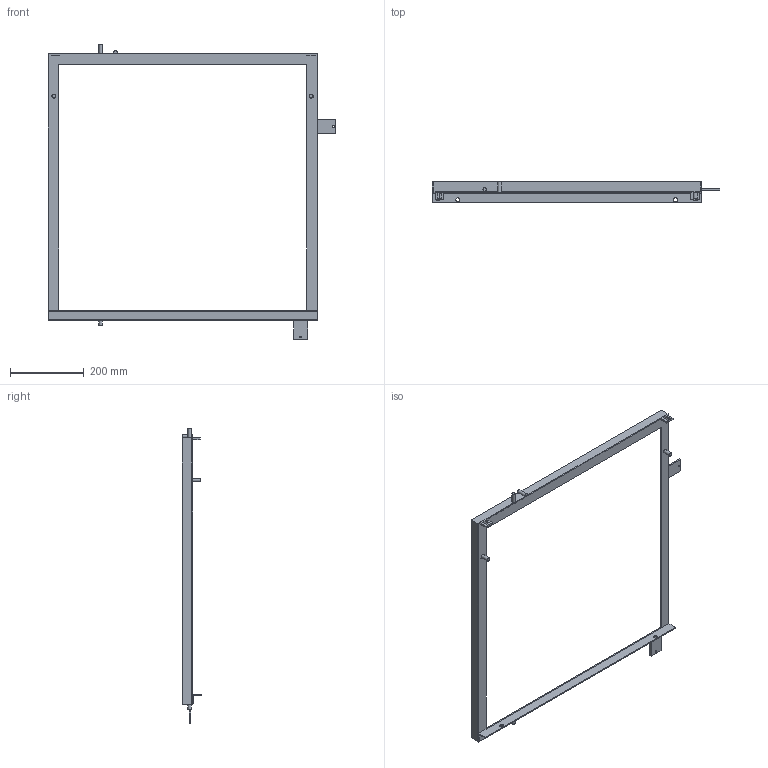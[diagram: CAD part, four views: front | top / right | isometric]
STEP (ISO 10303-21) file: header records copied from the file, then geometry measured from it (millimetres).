
FILE_DESCRIPTION(('FreeCAD Model'),'2;1');
FILE_NAME('Open CASCADE Shape Model','2022-12-09T11:13:04',(''),(''), 'Open CASCADE STEP processor 7.5','FreeCAD','Unknown');
FILE_SCHEMA(('AUTOMOTIVE_DESIGN { 1 0 10303 214 1 1 1 1 }'));
Length unit declared in the file: millimetre
Products named in the file (1): frame body
Bounding box: 781.05 x 53.98 x 800.1 mm (x, y, z)
Volume: 627983.2 mm3; surface area: 377053.9 mm2
Topology: 1 solids, 1 shells, 99 faces, 249 edges, 155 vertices
Faces by surface type: plane 87, cylinder 12
Full cylindrical faces by diameter (mm): 4.763 x2, 9.525 x4, 11.113 x4
Entity records: 6149 total; most frequent: CARTESIAN_POINT 1173, DIRECTION 896, LINE 631, VECTOR 631, ORIENTED_EDGE 494, PCURVE 494, DEFINITIONAL_REPRESENTATION 494, EDGE_CURVE 247
